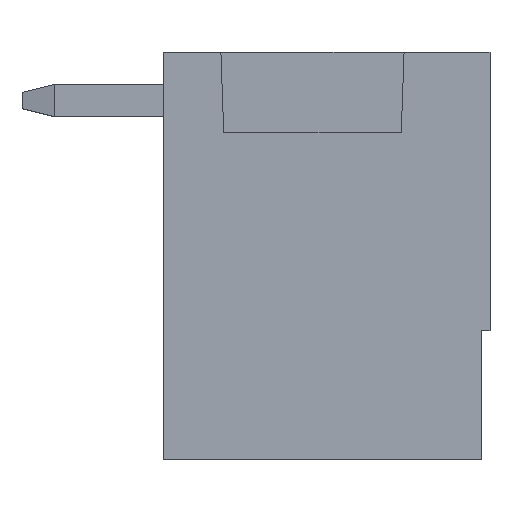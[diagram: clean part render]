
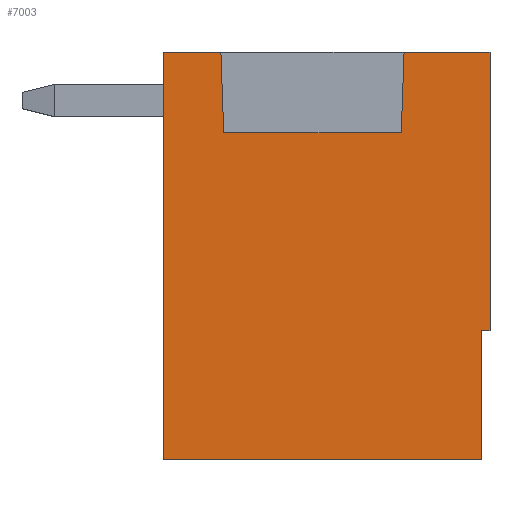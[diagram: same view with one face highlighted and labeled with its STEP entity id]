
A CAD part, top view. The second image highlights one B-rep face of the part: STEP entity #7003.
In plain terms, the highlighted planar face has unit normal (0, 0, 1).
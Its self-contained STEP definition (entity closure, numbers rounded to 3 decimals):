
#2246=DIRECTION('',(0.,-1.,0.));
#2247=VECTOR('',#2246,10.1);
#2248=CARTESIAN_POINT('',(-3.9,10.1,5.95));
#2249=LINE('',#2248,#2247);
#2253=DIRECTION('',(-1.,0.,0.));
#2254=VECTOR('',#2253,1.43);
#2255=CARTESIAN_POINT('',(-2.47,10.1,5.95));
#2256=LINE('',#2255,#2254);
#2260=DIRECTION('',(-0.035,0.999,0.));
#2261=VECTOR('',#2260,2.001);
#2262=CARTESIAN_POINT('',(-2.4,8.1,5.95));
#2263=LINE('',#2262,#2261);
#2267=DIRECTION('',(-1.,0.,0.));
#2268=VECTOR('',#2267,4.4);
#2269=CARTESIAN_POINT('',(2.,8.1,5.95));
#2270=LINE('',#2269,#2268);
#2274=DIRECTION('',(0.035,0.999,0.));
#2275=VECTOR('',#2274,2.001);
#2276=CARTESIAN_POINT('',(2.,8.1,5.95));
#2277=LINE('',#2276,#2275);
#2281=DIRECTION('',(-1.,0.,0.));
#2282=VECTOR('',#2281,2.13);
#2283=CARTESIAN_POINT('',(4.2,10.1,5.95));
#2284=LINE('',#2283,#2282);
#2288=DIRECTION('',(0.,1.,0.));
#2289=VECTOR('',#2288,6.9);
#2290=CARTESIAN_POINT('',(4.2,3.2,5.95));
#2291=LINE('',#2290,#2289);
#2295=DIRECTION('',(1.,0.,0.));
#2296=VECTOR('',#2295,0.2);
#2297=CARTESIAN_POINT('',(4.,3.2,5.95));
#2298=LINE('',#2297,#2296);
#2302=DIRECTION('',(0.,1.,0.));
#2303=VECTOR('',#2302,3.2);
#2304=CARTESIAN_POINT('',(4.,0.,5.95));
#2305=LINE('',#2304,#2303);
#2309=DIRECTION('',(1.,0.,0.));
#2310=VECTOR('',#2309,7.9);
#2311=CARTESIAN_POINT('',(-3.9,0.,5.95));
#2312=LINE('',#2311,#2310);
#4106=CARTESIAN_POINT('',(-3.9,10.1,5.95));
#4107=CARTESIAN_POINT('',(-3.9,0.,5.95));
#4108=VERTEX_POINT('',#4106);
#4109=VERTEX_POINT('',#4107);
#4110=CARTESIAN_POINT('',(4.,0.,5.95));
#4111=VERTEX_POINT('',#4110);
#4112=CARTESIAN_POINT('',(4.,3.2,5.95));
#4113=VERTEX_POINT('',#4112);
#4114=CARTESIAN_POINT('',(4.2,3.2,5.95));
#4115=VERTEX_POINT('',#4114);
#4116=CARTESIAN_POINT('',(4.2,10.1,5.95));
#4117=VERTEX_POINT('',#4116);
#4118=CARTESIAN_POINT('',(2.07,10.1,5.95));
#4119=VERTEX_POINT('',#4118);
#4120=CARTESIAN_POINT('',(-2.47,10.1,5.95));
#4121=VERTEX_POINT('',#4120);
#4122=CARTESIAN_POINT('',(2.,8.1,5.95));
#4123=CARTESIAN_POINT('',(-2.4,8.1,5.95));
#4124=VERTEX_POINT('',#4122);
#4125=VERTEX_POINT('',#4123);
#6983=CARTESIAN_POINT('',(-9.,14.638,5.95));
#6984=DIRECTION('',(0.,0.,1.));
#6985=DIRECTION('',(0.,-1.,0.));
#6986=AXIS2_PLACEMENT_3D('',#6983,#6984,#6985);
#6987=PLANE('',#6986);
#6988=ORIENTED_EDGE('',*,*,#5510,.F.);
#6989=ORIENTED_EDGE('',*,*,#6592,.F.);
#6991=ORIENTED_EDGE('',*,*,#6990,.F.);
#6993=ORIENTED_EDGE('',*,*,#6992,.F.);
#6995=ORIENTED_EDGE('',*,*,#6994,.T.);
#6996=ORIENTED_EDGE('',*,*,#6584,.F.);
#6997=ORIENTED_EDGE('',*,*,#6910,.F.);
#6998=ORIENTED_EDGE('',*,*,#6937,.F.);
#6999=ORIENTED_EDGE('',*,*,#6963,.F.);
#7000=ORIENTED_EDGE('',*,*,#4767,.F.);
#7001=EDGE_LOOP('',(#6988,#6989,#6991,#6993,#6995,#6996,#6997,#6998,#6999,
#7000));
#7002=FACE_OUTER_BOUND('',#7001,.F.);
#7003=ADVANCED_FACE('',(#7002),#6987,.T.);
#4767=EDGE_CURVE('',#4109,#4111,#2312,.T.);
#5510=EDGE_CURVE('',#4108,#4109,#2249,.T.);
#6584=EDGE_CURVE('',#4117,#4119,#2284,.T.);
#6592=EDGE_CURVE('',#4121,#4108,#2256,.T.);
#6910=EDGE_CURVE('',#4115,#4117,#2291,.T.);
#6937=EDGE_CURVE('',#4113,#4115,#2298,.T.);
#6963=EDGE_CURVE('',#4111,#4113,#2305,.T.);
#6990=EDGE_CURVE('',#4125,#4121,#2263,.T.);
#6992=EDGE_CURVE('',#4124,#4125,#2270,.T.);
#6994=EDGE_CURVE('',#4124,#4119,#2277,.T.);
